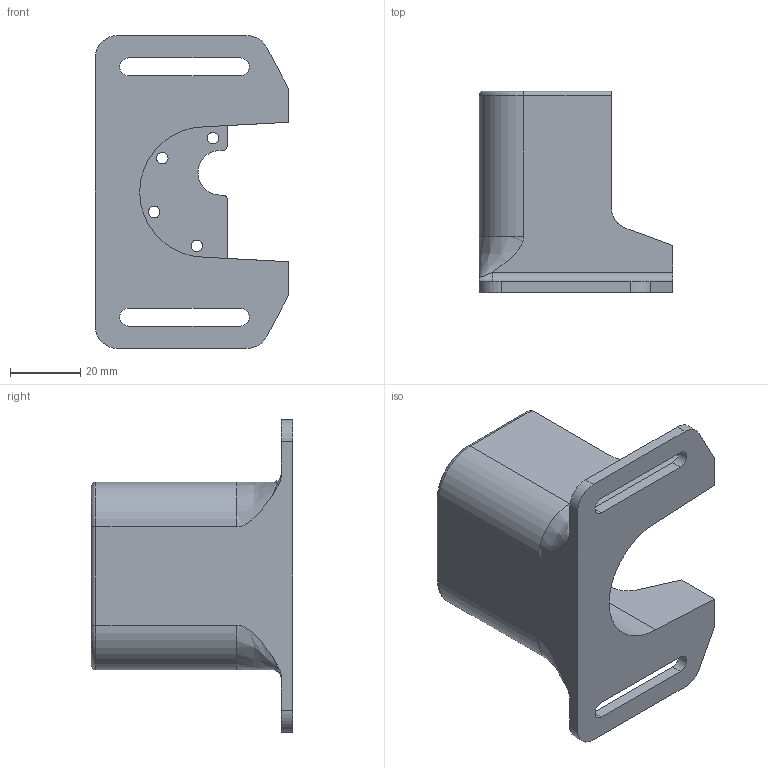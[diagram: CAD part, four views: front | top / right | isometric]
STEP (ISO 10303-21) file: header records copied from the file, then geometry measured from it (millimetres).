
FILE_DESCRIPTION (( 'STEP AP214' ), '1' );
FILE_NAME ('MotorHousingMain.STEP', '2019-11-19T00:48:07', ( '' ), ( '' ), 'SwSTEP 2.0', 'SolidWorks 2019', '' );
FILE_SCHEMA (( 'AUTOMOTIVE_DESIGN' ));
Length unit declared in the file: inch
Products named in the file (1): MotorHousingMain
Bounding box: 55.09 x 57.15 x 88.9 mm (x, y, z)
Volume: 77688 mm3; surface area: 20733.3 mm2
Topology: 1 solids, 1 shells, 77 faces, 209 edges, 130 vertices
Faces by surface type: cylinder 37, plane 26, cone 8, bspline 4, torus 2
Entity records: 2845 total; most frequent: CARTESIAN_POINT 755, DIRECTION 411, ORIENTED_EDGE 402, EDGE_CURVE 201, AXIS2_PLACEMENT_3D 148, VERTEX_POINT 130, LINE 115, VECTOR 115
